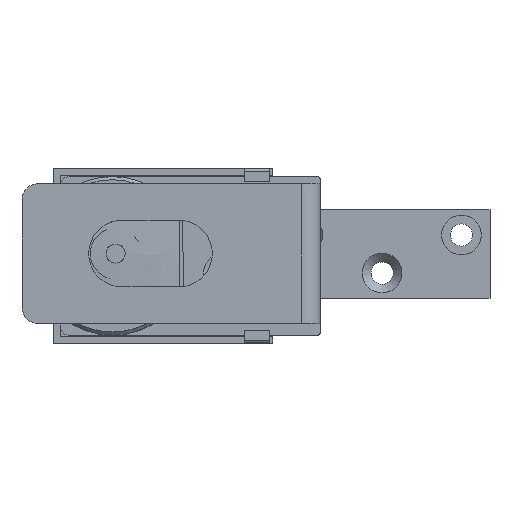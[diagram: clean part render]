
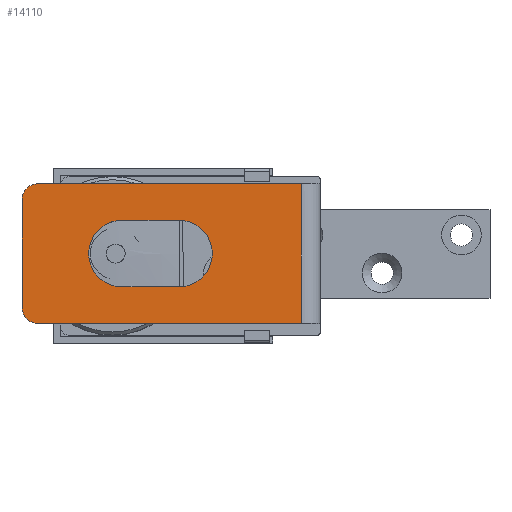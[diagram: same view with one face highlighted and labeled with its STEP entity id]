
A CAD part, top view. The second image highlights one B-rep face of the part: STEP entity #14110.
In plain terms, the highlighted planar face has unit normal (0, 0, 1).
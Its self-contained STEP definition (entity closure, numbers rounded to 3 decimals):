
#170=FACE_BOUND('',#3905,.T.);
#610=PLANE('',#15229);
#1406=LINE('',#22925,#2212);
#1411=LINE('',#22938,#2217);
#1424=LINE('',#22979,#2230);
#1425=LINE('',#22984,#2231);
#1426=LINE('',#22986,#2232);
#1427=LINE('',#22987,#2233);
#2212=VECTOR('',#18018,10.);
#2217=VECTOR('',#18031,10.);
#2230=VECTOR('',#18070,10.);
#2231=VECTOR('',#18075,10.);
#2232=VECTOR('',#18076,10.);
#2233=VECTOR('',#18077,10.);
#3179=FACE_OUTER_BOUND('',#3904,.T.);
#3904=EDGE_LOOP('',(#10376,#10377,#10378,#10379,#10380,#10381));
#3905=EDGE_LOOP('',(#10382,#10383,#10384,#10385));
#4732=CIRCLE('',#15214,10.5);
#4734=CIRCLE('',#15218,10.5);
#4738=CIRCLE('',#15226,5.);
#4740=CIRCLE('',#15230,5.);
#5664=VERTEX_POINT('',#22922);
#5665=VERTEX_POINT('',#22924);
#5667=VERTEX_POINT('',#22930);
#5669=VERTEX_POINT('',#22936);
#5679=VERTEX_POINT('',#22966);
#5680=VERTEX_POINT('',#22967);
#5684=VERTEX_POINT('',#22977);
#5685=VERTEX_POINT('',#22981);
#5686=VERTEX_POINT('',#22983);
#5687=VERTEX_POINT('',#22985);
#7383=EDGE_CURVE('',#5664,#5665,#1406,.T.);
#7387=EDGE_CURVE('',#5667,#5664,#4732,.T.);
#7390=EDGE_CURVE('',#5669,#5667,#1411,.T.);
#7392=EDGE_CURVE('',#5665,#5669,#4734,.T.);
#7404=EDGE_CURVE('',#5679,#5680,#4738,.T.);
#7410=EDGE_CURVE('',#5684,#5680,#1424,.T.);
#7411=EDGE_CURVE('',#5684,#5685,#4740,.T.);
#7412=EDGE_CURVE('',#5686,#5685,#1425,.T.);
#7413=EDGE_CURVE('',#5687,#5686,#1426,.T.);
#7414=EDGE_CURVE('',#5679,#5687,#1427,.T.);
#10376=ORIENTED_EDGE('',*,*,#7404,.T.);
#10377=ORIENTED_EDGE('',*,*,#7410,.F.);
#10378=ORIENTED_EDGE('',*,*,#7411,.T.);
#10379=ORIENTED_EDGE('',*,*,#7412,.F.);
#10380=ORIENTED_EDGE('',*,*,#7413,.F.);
#10381=ORIENTED_EDGE('',*,*,#7414,.F.);
#10382=ORIENTED_EDGE('',*,*,#7390,.F.);
#10383=ORIENTED_EDGE('',*,*,#7392,.F.);
#10384=ORIENTED_EDGE('',*,*,#7383,.F.);
#10385=ORIENTED_EDGE('',*,*,#7387,.F.);
#14110=ADVANCED_FACE('',(#3179,#170),#610,.F.);
#15214=AXIS2_PLACEMENT_3D('',#22932,#18025,#18026);
#15218=AXIS2_PLACEMENT_3D('',#22941,#18036,#18037);
#15226=AXIS2_PLACEMENT_3D('',#22968,#18060,#18061);
#15229=AXIS2_PLACEMENT_3D('',#22980,#18071,#18072);
#15230=AXIS2_PLACEMENT_3D('',#22982,#18073,#18074);
#18018=DIRECTION('',(-1.,0.,0.));
#18025=DIRECTION('center_axis',(0.,0.,
1.));
#18026=DIRECTION('ref_axis',(0.,1.,0.));
#18031=DIRECTION('',(1.,0.,0.));
#18036=DIRECTION('center_axis',(0.,0.,
1.));
#18037=DIRECTION('ref_axis',(0.,-1.,0.));
#18060=DIRECTION('center_axis',(0.,0.,
1.));
#18061=DIRECTION('ref_axis',(-0.707,0.707,0.));
#18070=DIRECTION('',(0.,1.,0.));
#18071=DIRECTION('center_axis',(0.,0.,
-1.));
#18072=DIRECTION('ref_axis',(0.,1.,0.));
#18073=DIRECTION('center_axis',(0.,0.,
1.));
#18074=DIRECTION('ref_axis',(-0.707,-0.707,0.));
#18075=DIRECTION('',(-1.,0.,0.));
#18076=DIRECTION('',(0.,-1.,0.));
#18077=DIRECTION('',(1.,0.,0.));
#22922=CARTESIAN_POINT('',(20.995,10.51,372.));
#22924=CARTESIAN_POINT('',(2.995,10.501,372.));
#22925=CARTESIAN_POINT('',(31.245,10.515,372.));
#22930=CARTESIAN_POINT('',(21.005,-10.49,372.));
#22932=CARTESIAN_POINT('Origin',(21.,0.01,372.));
#22936=CARTESIAN_POINT('',(3.005,-10.499,372.));
#22938=CARTESIAN_POINT('',(40.255,-10.481,372.));
#22941=CARTESIAN_POINT('Origin',(3.,0.001,372.));
#22966=CARTESIAN_POINT('',(-23.51,21.989,372.));
#22967=CARTESIAN_POINT('',(-28.508,16.986,372.));
#22968=CARTESIAN_POINT('Origin',(-23.508,16.989,372.));
#22977=CARTESIAN_POINT('',(-28.492,-17.014,372.));
#22979=CARTESIAN_POINT('',(-28.5,-0.014,372.));
#22980=CARTESIAN_POINT('Origin',(59.5,0.028,372.));
#22981=CARTESIAN_POINT('',(-23.49,-22.011,372.));
#22982=CARTESIAN_POINT('Origin',(-23.492,-17.011,372.));
#22983=CARTESIAN_POINT('',(59.51,-21.972,372.));
#22984=CARTESIAN_POINT('',(-28.49,-22.014,372.));
#22985=CARTESIAN_POINT('',(59.49,22.028,372.));
#22986=CARTESIAN_POINT('',(59.5,0.028,372.));
#22987=CARTESIAN_POINT('',(-28.51,21.986,372.));
